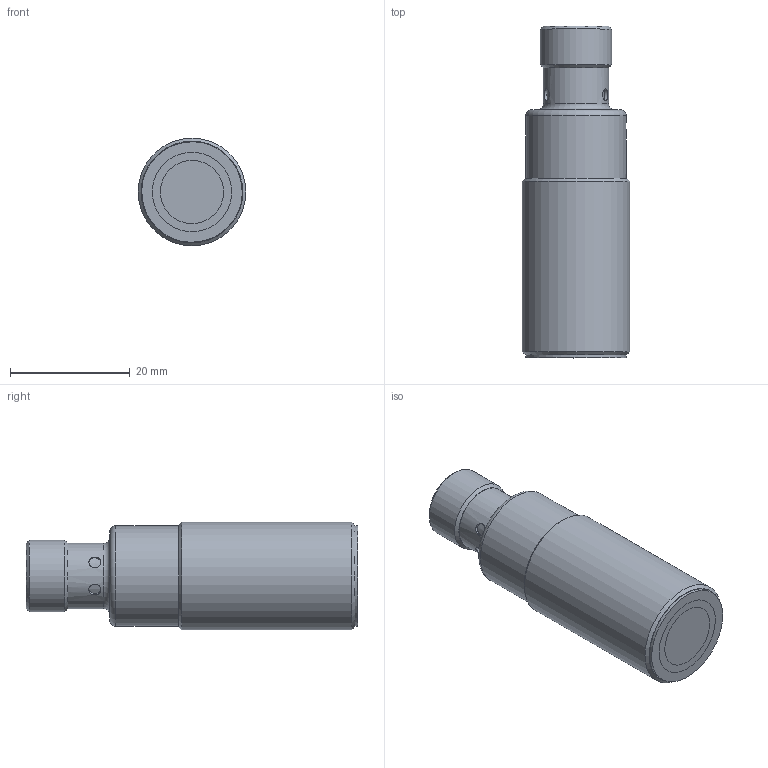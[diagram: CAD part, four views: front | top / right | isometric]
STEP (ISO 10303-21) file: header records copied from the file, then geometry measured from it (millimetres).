
FILE_DESCRIPTION(/* description */ (''),/* implementation_level */ '2;1');
FILE_NAME(/* name */ 'ipf_z3d_UT189523.stp',/* time_stamp */ '2021-04-27T13:13:40+02:00',/* author */ ('g.aydin'),/* organization */ ('di-soric GmbH & Co. KG'),/* preprocessor_version */ 'ST-DEVELOPER v18.1',/* originating_system */ 'Autodesk Inventor 2021',/* authorisation */ '');
FILE_SCHEMA (('AUTOMOTIVE_DESIGN { 1 0 10303 214 3 1 1 }'));
Length unit declared in the file: millimetre
Products named in the file (1): ipf_z3d_UT189523
Bounding box: 18 x 55.5 x 18 mm (x, y, z)
Volume: 10689.9 mm3; surface area: 6599.7 mm2
Topology: 1 solids, 6 shells, 226 faces, 586 edges, 390 vertices
Faces by surface type: plane 158, cylinder 36, cone 28, torus 4
Full cylindrical faces by diameter (mm): 1 x7, 1.05 x7, 2 x5, 8.3 x1, 9.8 x1, 9.9 x1, 10.9 x1, 12 x1, 16.8 x2, 18 x1
Entity records: 8068 total; most frequent: CARTESIAN_POINT 2259, ORIENTED_EDGE 1172, DIRECTION 1083, EDGE_CURVE 586, LINE 435, VECTOR 435, VERTEX_POINT 390, AXIS2_PLACEMENT_3D 324
